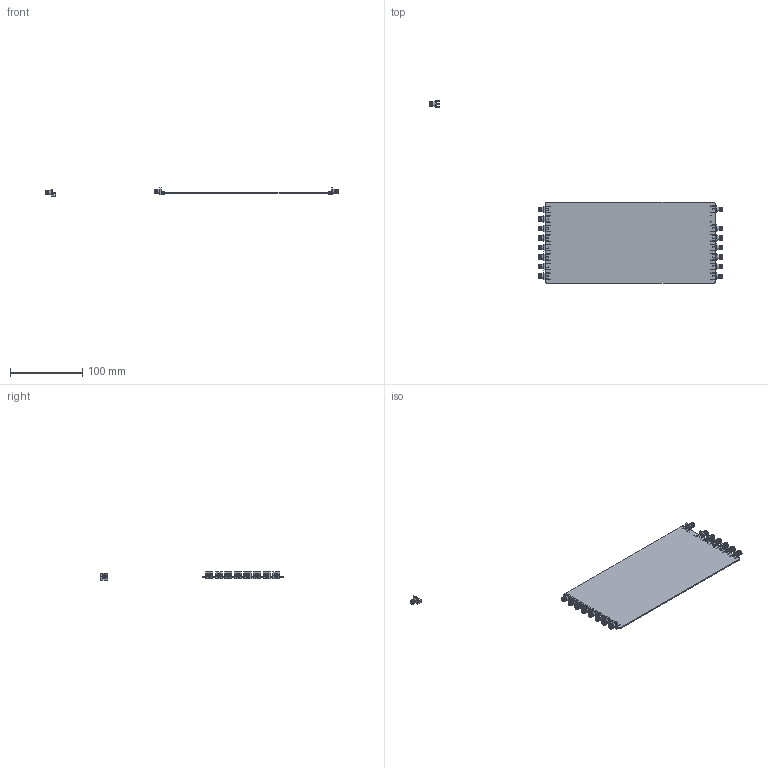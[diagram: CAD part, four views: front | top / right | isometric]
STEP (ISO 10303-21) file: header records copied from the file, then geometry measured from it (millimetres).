
FILE_DESCRIPTION(('KiCad electronic assembly'),'2;1');
FILE_NAME('probe.step','2024-06-23T13:29:05',('Pcbnew'),('Kicad'), 'Open CASCADE STEP processor 7.6','KiCad to STEP converter','Unknown'=======FILE_NAME('probe.step','2024-07-09T19:52:08',('Pcbnew'),('Kicad'), 'Open CASCADE STEP processor 7.8','KiCad to STEP converter','Unknown'>>>>>>> e0.3 );
FILE_SCHEMA(('AUTOMOTIVE_DESIGN { 1 0 10303 214 1 1 1 1 }'));
Length unit declared in the file: millimetre
Products named in the file (5): probe 1; SMA_Molex_73251-1153_EdgeMount_Horizontal; probe PCB; probe_PCB
Assembly tree (19 placements, depth 3):
  probe 1
    SMA_Molex_73251-1153_EdgeMount_Horizontal  x17
      SMA_Molex_73251-1153_EdgeMount_Horizontal
    probe_PCB
  probe PCB
Bounding box: 406.86 x 253.51 x 11.17 mm (x, y, z)
Volume: 91485.1 mm3; surface area: 118588.4 mm2
Topology: 18 solids, 18 shells, 1912 faces, 3660 edges, 2328 vertices
Faces by surface type: plane 964, cylinder 580, cone 352, torus 16
Full cylindrical faces by diameter (mm): 0.4 x16, 0.46 x64, 1 x16, 1.52 x16, 1.6 x16, 5.9 x192, 6 x16, 6.3 x176
Entity records: 12290 total; most frequent: CARTESIAN_POINT 2195, DIRECTION 1846, ORIENTED_EDGE 1200, LINE 862, VECTOR 862, EDGE_CURVE 600, PCURVE 552, DEFINITIONAL_REPRESENTATION 552
